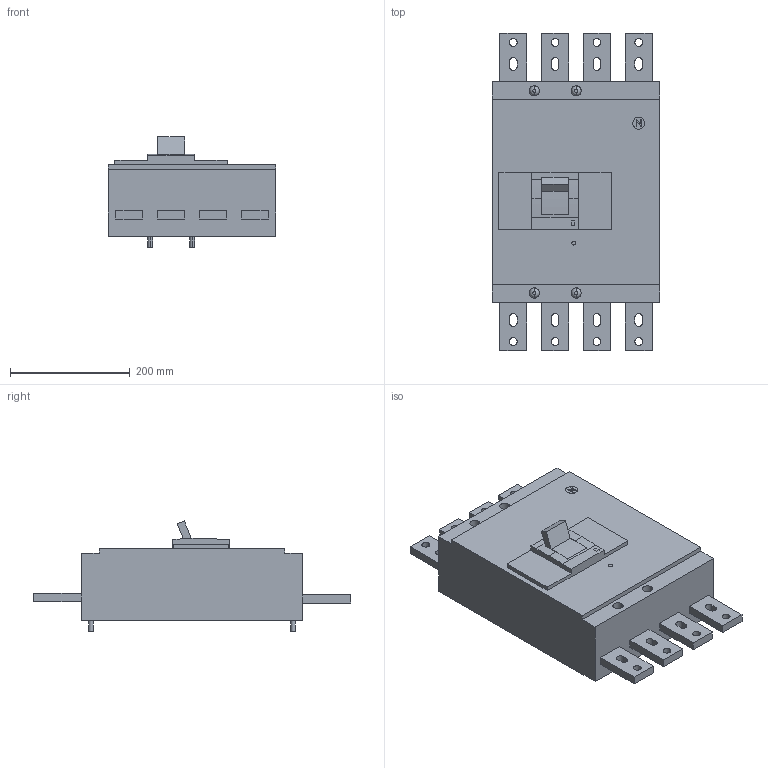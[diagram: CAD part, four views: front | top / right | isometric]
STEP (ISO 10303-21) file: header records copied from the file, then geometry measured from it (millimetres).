
FILE_DESCRIPTION(('CoCreate Modeling STEP Export'),'2;1');
FILE_NAME('Ｓ１２５０ＮＥ４Ｆ.stp','2016-03-31T13:27:58',(''),(''),'CoCreate Modeling STEP processor for AP214 (Solid Model)','CoCreate Modeling 17.0 01-Apr-2010 (C) Parametric Technology GmbH','');
FILE_SCHEMA(('AUTOMOTIVE_DESIGN { 1 0 10303 214 1 1 1 1 }'));
Length unit declared in the file: millimetre
Products named in the file (6): p2.3; p2.1; p2; p1; p2.2; Ｓ１２５０ＮＥ４Ｆ
Assembly tree (5 placements, depth 2):
  Ｓ１２５０ＮＥ４Ｆ
    p2.2
    p1
    p2
    p2.1
    p2.3
Bounding box: 280 x 530 x 184.32 mm (x, y, z)
Volume: 12803695.1 mm3; surface area: 480658.1 mm2
Topology: 5 solids, 5 shells, 201 faces, 500 edges, 330 vertices
Faces by surface type: plane 118, cylinder 75, torus 8
Entity records: 6325 total; most frequent: ORIENTED_EDGE 1000, CARTESIAN_POINT 898, DIRECTION 833, EDGE_CURVE 500, VERTEX_POINT 330, VECTOR 303, LINE 303, AXIS2_PLACEMENT_3D 265
